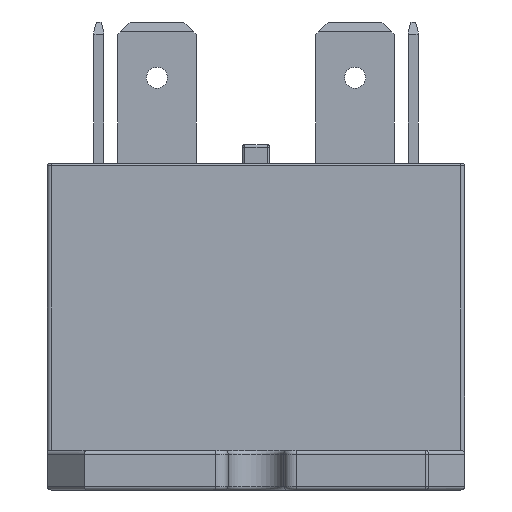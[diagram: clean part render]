
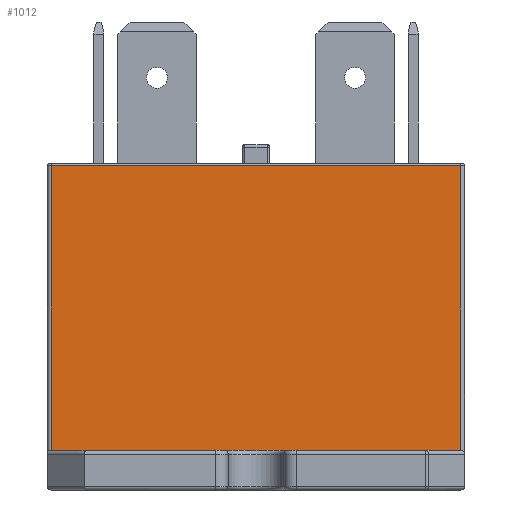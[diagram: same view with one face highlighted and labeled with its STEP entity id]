
A CAD part, left-side view. The second image highlights one B-rep face of the part: STEP entity #1012.
In plain terms, the highlighted planar face has unit normal (-1, 0, 0).
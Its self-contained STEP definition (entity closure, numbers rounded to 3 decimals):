
#60=PLANE('',#3562);
#362=LINE('',#5064,#710);
#363=LINE('',#5067,#711);
#364=LINE('',#5069,#712);
#365=LINE('',#5071,#713);
#710=VECTOR('',#3993,1.);
#711=VECTOR('',#3994,1.);
#712=VECTOR('',#3995,1.);
#713=VECTOR('',#3996,1.);
#1012=ADVANCED_FACE('',(#1221),#60,.F.);
#1221=FACE_OUTER_BOUND('',#1406,.T.);
#1406=EDGE_LOOP('',(#1706,#1707,#1708,#1709));
#1706=ORIENTED_EDGE('',*,*,#2982,.T.);
#1707=ORIENTED_EDGE('',*,*,#2983,.T.);
#1708=ORIENTED_EDGE('',*,*,#2984,.F.);
#1709=ORIENTED_EDGE('',*,*,#2985,.T.);
#2674=VERTEX_POINT('',#5065);
#2675=VERTEX_POINT('',#5066);
#2676=VERTEX_POINT('',#5068);
#2677=VERTEX_POINT('',#5070);
#2982=EDGE_CURVE('',#2674,#2675,#362,.T.);
#2983=EDGE_CURVE('',#2675,#2676,#363,.T.);
#2984=EDGE_CURVE('',#2677,#2676,#364,.T.);
#2985=EDGE_CURVE('',#2677,#2674,#365,.T.);
#3562=AXIS2_PLACEMENT_3D('',#5072,#3997,#3998);
#3993=DIRECTION('',(0.,1.,0.));
#3994=DIRECTION('',(0.,0.,-1.));
#3995=DIRECTION('',(0.,1.,0.));
#3996=DIRECTION('',(0.,0.,1.));
#3997=DIRECTION('',(1.,0.,0.));
#3998=DIRECTION('',(0.,-1.,0.));
#5064=CARTESIAN_POINT('',(0.,33.7,26.2));
#5065=CARTESIAN_POINT('',(0.,0.3,26.2));
#5066=CARTESIAN_POINT('',(0.,33.4,26.2));
#5067=CARTESIAN_POINT('',(0.,33.4,26.4));
#5068=CARTESIAN_POINT('',(0.,33.4,3.2));
#5069=CARTESIAN_POINT('',(0.,0.,3.2));
#5070=CARTESIAN_POINT('',(0.,0.3,3.2));
#5071=CARTESIAN_POINT('',(0.,0.3,26.4));
#5072=CARTESIAN_POINT('',(0.,33.7,26.4));
